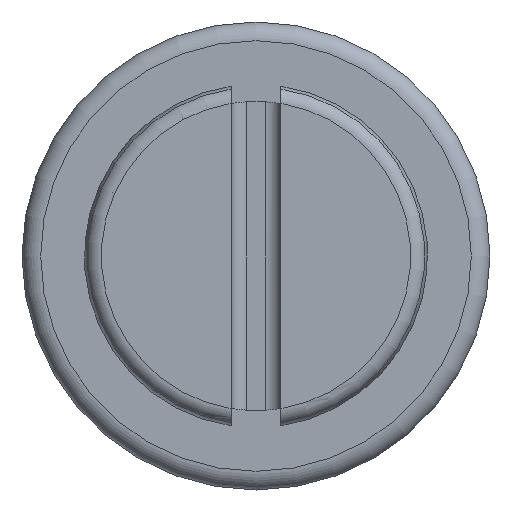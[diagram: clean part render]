
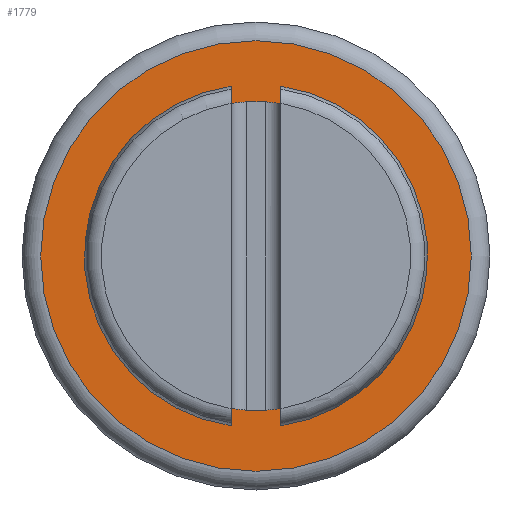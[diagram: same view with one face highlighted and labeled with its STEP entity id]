
A CAD part, left-side view. The second image highlights one B-rep face of the part: STEP entity #1779.
In plain terms, the highlighted planar face has unit normal (-1, 0, 0).
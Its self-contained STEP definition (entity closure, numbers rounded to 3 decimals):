
#47=FACE_BOUND('',#362,.T.);
#271=FACE_OUTER_BOUND('',#361,.T.);
#361=EDGE_LOOP('',(#1510,#1511));
#362=EDGE_LOOP('',(#1512,#1513));
#642=CIRCLE('',#1929,2.475);
#643=CIRCLE('',#1930,2.475);
#644=CIRCLE('',#1932,3.45);
#645=CIRCLE('',#1933,3.45);
#798=VERTEX_POINT('',#3423);
#799=VERTEX_POINT('',#3425);
#800=VERTEX_POINT('',#3429);
#801=VERTEX_POINT('',#3430);
#1046=EDGE_CURVE('',#799,#798,#642,.T.);
#1047=EDGE_CURVE('',#798,#799,#643,.T.);
#1048=EDGE_CURVE('',#800,#801,#644,.T.);
#1049=EDGE_CURVE('',#801,#800,#645,.T.);
#1510=ORIENTED_EDGE('',*,*,#1048,.T.);
#1511=ORIENTED_EDGE('',*,*,#1049,.T.);
#1512=ORIENTED_EDGE('',*,*,#1046,.T.);
#1513=ORIENTED_EDGE('',*,*,#1047,.T.);
#1704=PLANE('',#1938);
#1779=ADVANCED_FACE('',(#271,#47),#1704,.T.);
#1929=AXIS2_PLACEMENT_3D('',#3426,#2292,#2293);
#1930=AXIS2_PLACEMENT_3D('',#3427,#2294,#2295);
#1932=AXIS2_PLACEMENT_3D('',#3431,#2298,#2299);
#1933=AXIS2_PLACEMENT_3D('',#3432,#2300,#2301);
#1938=AXIS2_PLACEMENT_3D('',#3440,#2310,#2311);
#2292=DIRECTION('center_axis',(1.,0.,0.));
#2293=DIRECTION('ref_axis',(0.,-1.,0.));
#2294=DIRECTION('center_axis',(1.,0.,0.));
#2295=DIRECTION('ref_axis',(0.,-1.,0.));
#2298=DIRECTION('center_axis',(-1.,0.,0.));
#2299=DIRECTION('ref_axis',(0.,0.,
1.));
#2300=DIRECTION('center_axis',(-1.,0.,0.));
#2301=DIRECTION('ref_axis',(0.,0.,
1.));
#2310=DIRECTION('center_axis',(-1.,0.,0.));
#2311=DIRECTION('ref_axis',(0.,0.,
1.));
#3423=CARTESIAN_POINT('',(-0.863,7.53,-0.893));
#3425=CARTESIAN_POINT('',(-0.863,2.58,-0.893));
#3426=CARTESIAN_POINT('Origin',(-0.863,5.055,-0.893));
#3427=CARTESIAN_POINT('Origin',(-0.863,5.055,-0.893));
#3429=CARTESIAN_POINT('',(-0.863,8.505,-0.893));
#3430=CARTESIAN_POINT('',(-0.863,5.055,-4.343));
#3431=CARTESIAN_POINT('Origin',(-0.863,5.055,-0.893));
#3432=CARTESIAN_POINT('Origin',(-0.863,5.055,-0.893));
#3440=CARTESIAN_POINT('Origin',(-0.863,5.055,-0.893));
